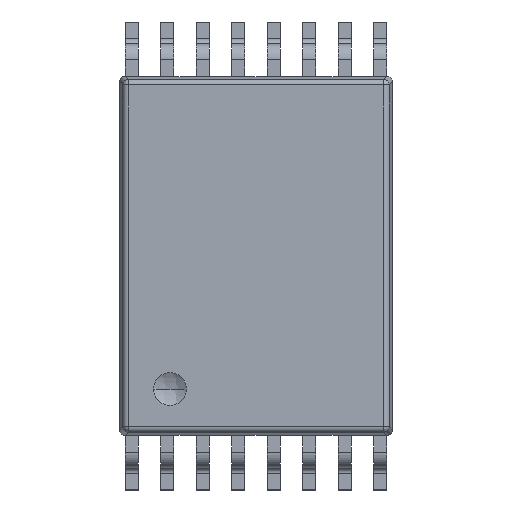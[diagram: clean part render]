
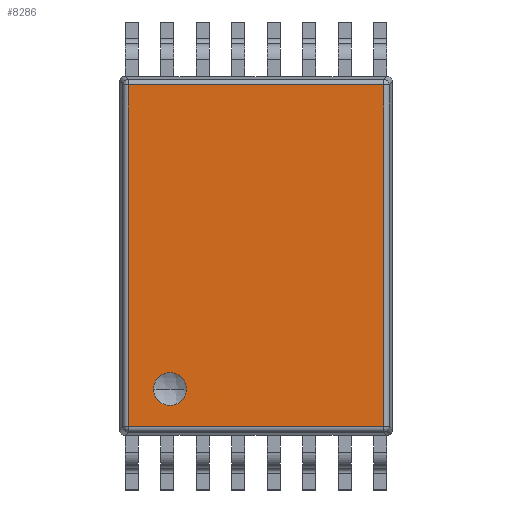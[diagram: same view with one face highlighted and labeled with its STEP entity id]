
A CAD part, top view. The second image highlights one B-rep face of the part: STEP entity #8286.
In plain terms, the highlighted planar face has unit normal (0, 0, 1).
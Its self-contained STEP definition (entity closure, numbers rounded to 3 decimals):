
#221 = EDGE_CURVE ( 'NONE', #7753, #7450, #3757, .T. ) ;
#455 = EDGE_CURVE ( 'NONE', #6487, #4898, #3880, .T. ) ;
#458 = ORIENTED_EDGE ( 'NONE', *, *, #455, .T. ) ;
#479 = ORIENTED_EDGE ( 'NONE', *, *, #1064, .T. ) ;
#766 = AXIS2_PLACEMENT_3D ( 'NONE', #6795, #6768, #6736 ) ;
#872 = DIRECTION ( 'NONE',  ( 0., 1., 0. ) ) ;
#941 = CARTESIAN_POINT ( 'NONE',  ( -2.345, -2.2, 1. ) ) ;
#1064 = EDGE_CURVE ( 'NONE', #2170, #7450, #4866, .T. ) ;
#1305 = EDGE_CURVE ( 'NONE', #7753, #5815, #4965, .T. ) ;
#1527 = CARTESIAN_POINT ( 'NONE',  ( 2.345, 4.225, 1. ) ) ;
#1615 = FACE_BOUND ( 'NONE', #8046, .T. ) ;
#2170 = VERTEX_POINT ( 'NONE', #1527 ) ;
#2249 = ORIENTED_EDGE ( 'NONE', *, *, #4869, .F. ) ;
#2590 = CARTESIAN_POINT ( 'NONE',  ( 2.345, -2.2, 1. ) ) ;
#2666 = AXIS2_PLACEMENT_3D ( 'NONE', #4236, #9052, #4950 ) ;
#2689 = LINE ( 'NONE', #2590, #4607 ) ;
#2830 = CARTESIAN_POINT ( 'NONE',  ( -2.345, 4.225, 1. ) ) ;
#3170 = EDGE_LOOP ( 'NONE', ( #2249, #479, #6970, #5522 ) ) ;
#3431 = VECTOR ( 'NONE', #7424, 1000. ) ;
#3534 = VECTOR ( 'NONE', #872, 1000. ) ;
#3613 = CARTESIAN_POINT ( 'NONE',  ( -1.278, -1.352, 1. ) ) ;
#3757 = LINE ( 'NONE', #941, #3534 ) ;
#3853 = CARTESIAN_POINT ( 'NONE',  ( -2.5, -2.2, 1. ) ) ;
#3880 = CIRCLE ( 'NONE', #766, 0.3 ) ;
#4236 = CARTESIAN_POINT ( 'NONE',  ( -1.578, -1.352, 1. ) ) ;
#4511 = EDGE_CURVE ( 'NONE', #4898, #6487, #8437, .T. ) ;
#4571 = DIRECTION ( 'NONE',  ( 1., 0., 0. ) ) ;
#4581 = ORIENTED_EDGE ( 'NONE', *, *, #4511, .T. ) ;
#4607 = VECTOR ( 'NONE', #6647, 1000. ) ;
#4645 = CARTESIAN_POINT ( 'NONE',  ( -2.345, -2.045, 1. ) ) ;
#4866 = LINE ( 'NONE', #7321, #3431 ) ;
#4869 = EDGE_CURVE ( 'NONE', #2170, #5815, #2689, .T. ) ;
#4898 = VERTEX_POINT ( 'NONE', #5941 ) ;
#4950 = DIRECTION ( 'NONE',  ( 1., 0., 0. ) ) ;
#4965 = LINE ( 'NONE', #8601, #8624 ) ;
#5185 = DIRECTION ( 'NONE',  ( 1., 0., 0. ) ) ;
#5522 = ORIENTED_EDGE ( 'NONE', *, *, #1305, .T. ) ;
#5815 = VERTEX_POINT ( 'NONE', #6789 ) ;
#5941 = CARTESIAN_POINT ( 'NONE',  ( -1.878, -1.352, 1. ) ) ;
#6487 = VERTEX_POINT ( 'NONE', #3613 ) ;
#6647 = DIRECTION ( 'NONE',  ( 0., -1., 0. ) ) ;
#6736 = DIRECTION ( 'NONE',  ( 1., 0., 0. ) ) ;
#6768 = DIRECTION ( 'NONE',  ( 0., 0., -1. ) ) ;
#6789 = CARTESIAN_POINT ( 'NONE',  ( 2.345, -2.045, 1. ) ) ;
#6795 = CARTESIAN_POINT ( 'NONE',  ( -1.578, -1.352, 1. ) ) ;
#6970 = ORIENTED_EDGE ( 'NONE', *, *, #221, .F. ) ;
#7189 = AXIS2_PLACEMENT_3D ( 'NONE', #3853, #8691, #4571 ) ;
#7247 = FACE_OUTER_BOUND ( 'NONE', #3170, .T. ) ;
#7321 = CARTESIAN_POINT ( 'NONE',  ( -2.5, 4.225, 1. ) ) ;
#7424 = DIRECTION ( 'NONE',  ( -1., 0., 0. ) ) ;
#7450 = VERTEX_POINT ( 'NONE', #2830 ) ;
#7753 = VERTEX_POINT ( 'NONE', #4645 ) ;
#7987 = PLANE ( 'NONE',  #7189 ) ;
#8046 = EDGE_LOOP ( 'NONE', ( #4581, #458 ) ) ;
#8286 = ADVANCED_FACE ( 'NONE', ( #1615, #7247 ), #7987, .T. ) ;
#8437 = CIRCLE ( 'NONE', #2666, 0.3 ) ;
#8601 = CARTESIAN_POINT ( 'NONE',  ( -2.5, -2.045, 1. ) ) ;
#8624 = VECTOR ( 'NONE', #5185, 1000. ) ;
#8691 = DIRECTION ( 'NONE',  ( 0., 0., 1. ) ) ;
#9052 = DIRECTION ( 'NONE',  ( 0., 0., -1. ) ) ;
